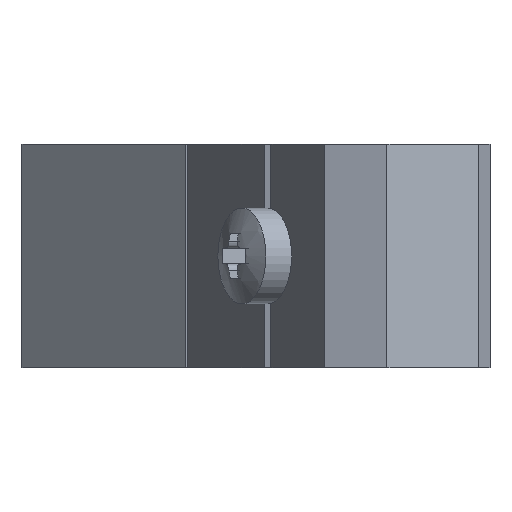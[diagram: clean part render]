
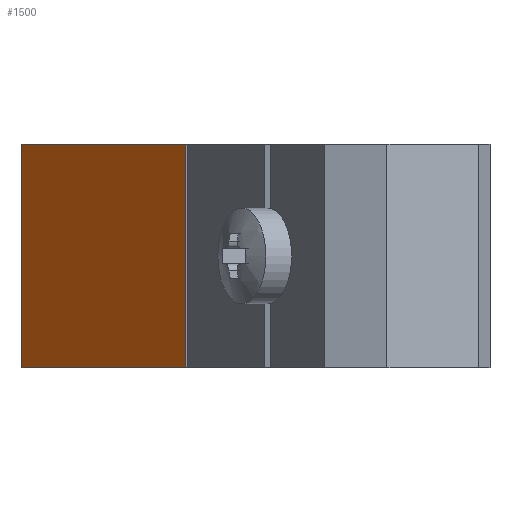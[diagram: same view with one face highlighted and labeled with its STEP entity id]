
A CAD part, left-side view. The second image highlights one B-rep face of the part: STEP entity #1500.
In plain terms, the highlighted planar face has unit normal (-0.707, 0.707, 0).
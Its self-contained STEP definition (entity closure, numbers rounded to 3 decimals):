
#61=LINE('',#2275,#229);
#122=LINE('',#2399,#290);
#129=LINE('',#2414,#297);
#130=LINE('',#2416,#298);
#229=VECTOR('',#1827,10.);
#290=VECTOR('',#1894,10.);
#297=VECTOR('',#1913,10.);
#298=VECTOR('',#1916,10.);
#387=PLANE('',#1651);
#471=FACE_OUTER_BOUND('',#556,.T.);
#556=EDGE_LOOP('',(#1186,#1187,#1188,#1189));
#712=VERTEX_POINT('',#2272);
#713=VERTEX_POINT('',#2274);
#772=VERTEX_POINT('',#2396);
#773=VERTEX_POINT('',#2398);
#866=EDGE_CURVE('',#713,#712,#61,.T.);
#929=EDGE_CURVE('',#773,#772,#122,.T.);
#937=EDGE_CURVE('',#712,#773,#129,.T.);
#938=EDGE_CURVE('',#713,#772,#130,.T.);
#1186=ORIENTED_EDGE('',*,*,#938,.F.);
#1187=ORIENTED_EDGE('',*,*,#866,.T.);
#1188=ORIENTED_EDGE('',*,*,#937,.T.);
#1189=ORIENTED_EDGE('',*,*,#929,.T.);
#1500=ADVANCED_FACE('',(#471),#387,.T.);
#1651=AXIS2_PLACEMENT_3D('',#2415,#1914,#1915);
#1827=DIRECTION('',(-0.707,-0.707,0.));
#1894=DIRECTION('',(0.707,0.707,0.));
#1913=DIRECTION('',(0.,0.,1.));
#1914=DIRECTION('center_axis',(-0.707,0.707,0.));
#1915=DIRECTION('ref_axis',(0.,0.,1.));
#1916=DIRECTION('',(0.,0.,1.));
#2272=CARTESIAN_POINT('',(9.4,10.643,-4.9));
#2274=CARTESIAN_POINT('',(16.557,17.8,-4.9));
#2275=CARTESIAN_POINT('',(16.557,17.8,-4.9));
#2396=CARTESIAN_POINT('',(16.557,17.8,4.9));
#2398=CARTESIAN_POINT('',(9.4,10.643,4.9));
#2399=CARTESIAN_POINT('',(16.557,17.8,4.9));
#2414=CARTESIAN_POINT('',(9.4,10.643,0.));
#2415=CARTESIAN_POINT('Origin',(9.4,10.643,0.));
#2416=CARTESIAN_POINT('',(16.557,17.8,0.));
